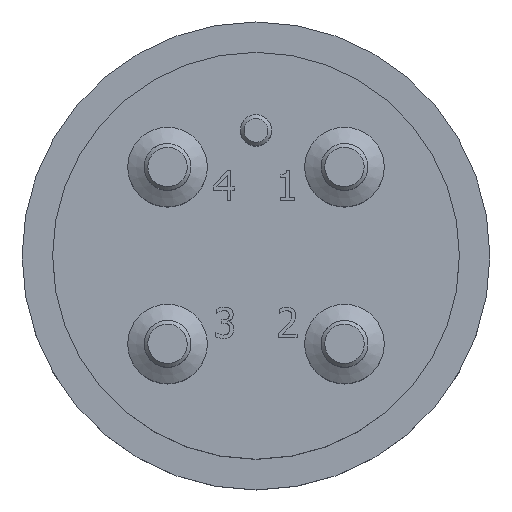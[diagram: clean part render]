
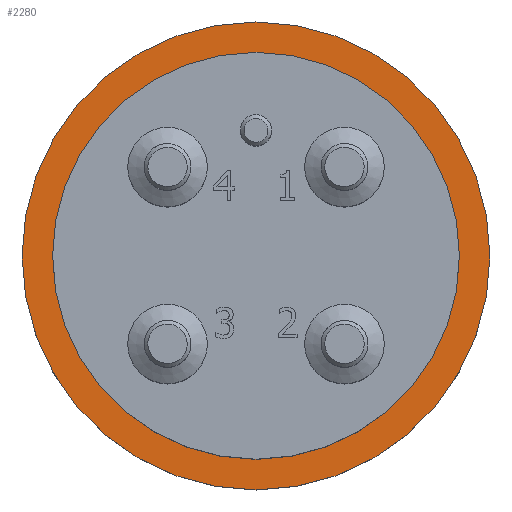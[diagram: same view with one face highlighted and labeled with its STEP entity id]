
A CAD part, top view. The second image highlights one B-rep face of the part: STEP entity #2280.
In plain terms, the highlighted planar face has unit normal (0, 0, 1).
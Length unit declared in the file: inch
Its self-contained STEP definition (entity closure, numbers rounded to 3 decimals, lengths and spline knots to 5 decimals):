
#567=PLANE($,#2440);
#642=FACE_BOUND($,#957,.T.);
#777=FACE_OUTER_BOUND($,#956,.T.);
#956=EDGE_LOOP($,(#2070));
#957=EDGE_LOOP($,(#2071));
#1078=CIRCLE($,#2435,0.935);
#1080=CIRCLE($,#2438,0.813);
#1287=VERTEX_POINT($,#3961);
#1289=VERTEX_POINT($,#3966);
#1565=EDGE_CURVE($,#1287,#1287,#1078,.T.);
#1567=EDGE_CURVE($,#1289,#1289,#1080,.T.);
#2070=ORIENTED_EDGE($,*,*,#1565,.F.);
#2071=ORIENTED_EDGE($,*,*,#1567,.T.);
#2280=ADVANCED_FACE($,(#777,#642),#567,.F.);
#2435=AXIS2_PLACEMENT_3D($,#3962,#2859,#2860);
#2438=AXIS2_PLACEMENT_3D($,#3967,#2865,#2866);
#2440=AXIS2_PLACEMENT_3D($,#3969,#2869,#2870);
#2859=DIRECTION('center_axis',(0.,0.,
-1.));
#2860=DIRECTION('ref_axis',(1.,0.,0.));
#2865=DIRECTION('center_axis',(0.,0.,
-1.));
#2866=DIRECTION('ref_axis',(1.,0.,0.));
#2869=DIRECTION('center_axis',(0.,0.,
-1.));
#2870=DIRECTION('ref_axis',(1.,0.,0.));
#3961=CARTESIAN_POINT('',(0.935,0.,0.2185));
#3962=CARTESIAN_POINT('Origin',(0.,0.,
0.2185));
#3966=CARTESIAN_POINT('',(0.813,0.,0.2185));
#3967=CARTESIAN_POINT('Origin',(0.,0.,
0.2185));
#3969=CARTESIAN_POINT('Origin',(0.,0.813,0.2185));
